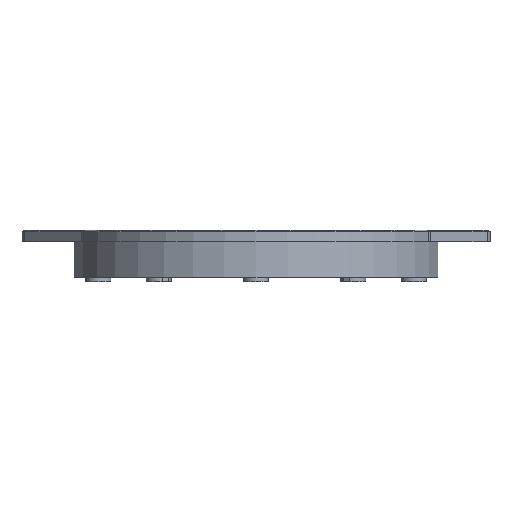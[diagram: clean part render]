
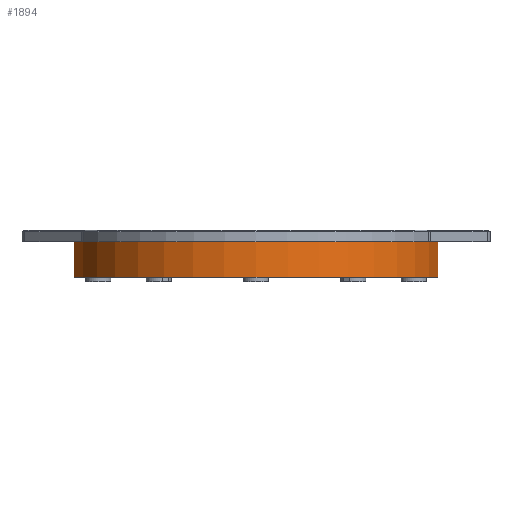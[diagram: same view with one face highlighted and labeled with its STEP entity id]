
A CAD part, front view. The second image highlights one B-rep face of the part: STEP entity #1894.
In plain terms, the highlighted cylindrical face has radius 47.5 mm (diameter 95 mm), a partial arc.
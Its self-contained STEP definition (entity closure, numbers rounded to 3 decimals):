
#51=CYLINDRICAL_SURFACE('',#2157,47.5);
#211=FACE_OUTER_BOUND('',#358,.T.);
#358=EDGE_LOOP('',(#1677,#1678,#1679,#1680));
#490=LINE('',#3335,#608);
#491=LINE('',#3336,#609);
#608=VECTOR('',#2757,10.);
#609=VECTOR('',#2758,10.);
#744=CIRCLE('',#2127,47.5);
#761=CIRCLE('',#2155,47.5);
#924=VERTEX_POINT('',#3284);
#925=VERTEX_POINT('',#3286);
#934=VERTEX_POINT('',#3329);
#935=VERTEX_POINT('',#3331);
#1169=EDGE_CURVE('',#924,#925,#744,.F.);
#1193=EDGE_CURVE('',#934,#935,#761,.T.);
#1195=EDGE_CURVE('',#925,#934,#490,.F.);
#1196=EDGE_CURVE('',#924,#935,#491,.T.);
#1677=ORIENTED_EDGE('',*,*,#1193,.F.);
#1678=ORIENTED_EDGE('',*,*,#1195,.F.);
#1679=ORIENTED_EDGE('',*,*,#1169,.F.);
#1680=ORIENTED_EDGE('',*,*,#1196,.T.);
#1894=ADVANCED_FACE('',(#211),#51,.T.);
#2127=AXIS2_PLACEMENT_3D('',#3287,#2688,#2689);
#2155=AXIS2_PLACEMENT_3D('',#3332,#2751,#2752);
#2157=AXIS2_PLACEMENT_3D('',#3334,#2755,#2756);
#2688=DIRECTION('center_axis',(0.,0.,-1.));
#2689=DIRECTION('ref_axis',(-0.988,-0.157,0.));
#2751=DIRECTION('center_axis',(0.,0.,-1.));
#2752=DIRECTION('ref_axis',(-0.988,-0.157,0.));
#2755=DIRECTION('center_axis',(0.,0.,-1.));
#2756=DIRECTION('ref_axis',(-0.988,-0.157,0.));
#2757=DIRECTION('',(0.,0.,1.));
#2758=DIRECTION('',(0.,0.,-1.));
#3284=CARTESIAN_POINT('',(-46.648,-8.955,14.8));
#3286=CARTESIAN_POINT('',(46.648,-8.955,14.8));
#3287=CARTESIAN_POINT('Origin',(0.,0.,14.8));
#3329=CARTESIAN_POINT('',(46.648,-8.955,5.65));
#3331=CARTESIAN_POINT('',(-46.648,-8.955,5.65));
#3332=CARTESIAN_POINT('Origin',(0.,0.,5.65));
#3334=CARTESIAN_POINT('Origin',(0.,0.,14.8));
#3335=CARTESIAN_POINT('',(46.648,-8.955,14.8));
#3336=CARTESIAN_POINT('',(-46.648,-8.955,14.8));
